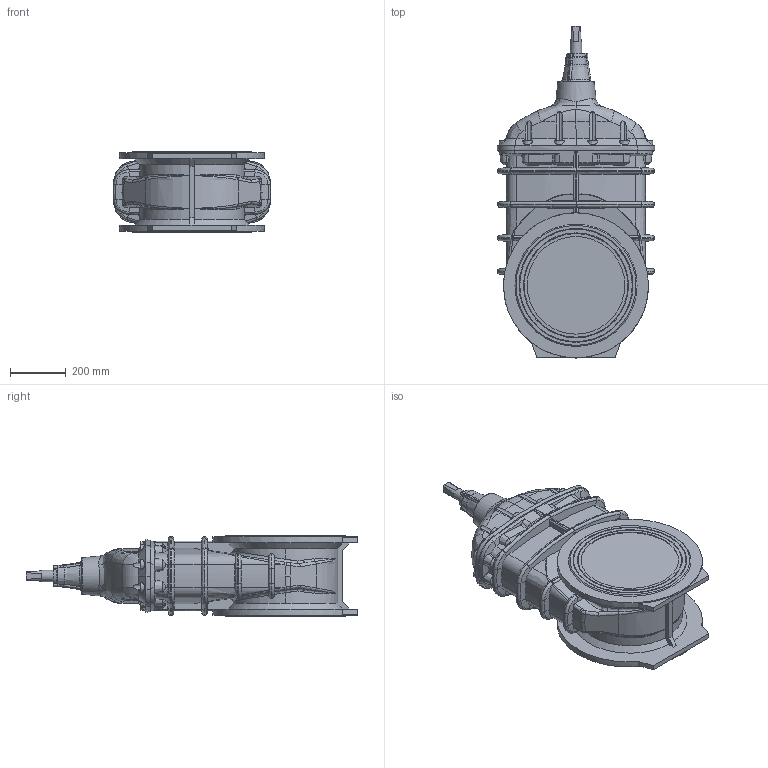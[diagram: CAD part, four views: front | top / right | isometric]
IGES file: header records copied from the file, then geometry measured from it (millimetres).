
Start section: SolidWorks IGES file using analytic representation for surfaces
Global section: file name: O_06_30_DN350_AA1_igs.igs; native system: SolidWorks 2012; preprocessor: SolidWorks 2012; author: pbm; date: 160518.112014; units: millimetre
Bounding box: 564 x 1190 x 290 mm (x, y, z)
Surface area: 2004142.1 mm2 (no closed solid volume)
Topology: 0 solids, 0 shells, 730 faces, 3970 edges, 3929 vertices
Faces by surface type: revolution 439, bspline 291
